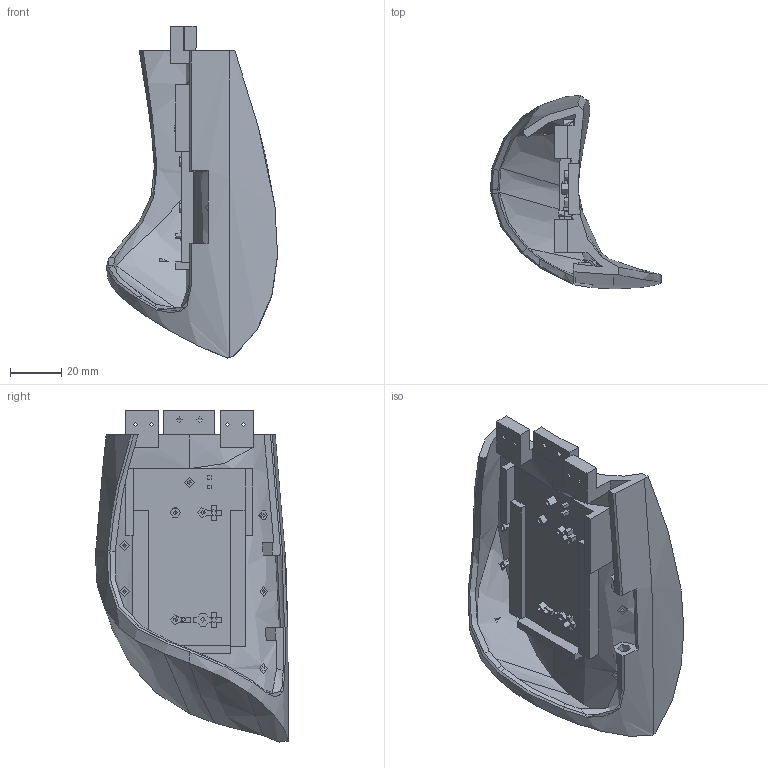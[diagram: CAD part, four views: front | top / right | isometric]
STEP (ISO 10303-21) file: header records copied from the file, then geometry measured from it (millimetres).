
FILE_DESCRIPTION(/* description */ (''),/* implementation_level */ '2;1');
FILE_NAME(/* name */ 'HbMainFrameB01.stp',/* time_stamp */ '2015-12-19T20:29:04+09:00',/* author */ ('Yamaura'),/* organization */ (''),/* preprocessor_version */ 'ST-DEVELOPER v15.6',/* originating_system */ 'Autodesk Inventor 2015',/* authorisation */ '');
FILE_SCHEMA (('CONFIG_CONTROL_DESIGN'));
Length unit declared in the file: millimetre
Products named in the file (1): HbMainFrameB01
Bounding box: 67.03 x 75.67 x 130.07 mm (x, y, z)
Volume: 54705.4 mm3; surface area: 36468.5 mm2
Topology: 1 solids, 1 shells, 217 faces, 598 edges, 397 vertices
Faces by surface type: plane 121, bspline 54, cylinder 42
Full cylindrical faces by diameter (mm): 1.5 x1, 1.6 x13, 1.7 x1, 2.2 x4, 3.7 x2, 4 x7, 5 x2
Entity records: 15631 total; most frequent: CARTESIAN_POINT 10681, ORIENTED_EDGE 1112, DIRECTION 766, EDGE_CURVE 556, VERTEX_POINT 385, EDGE_LOOP 297, LINE 272, VECTOR 272
